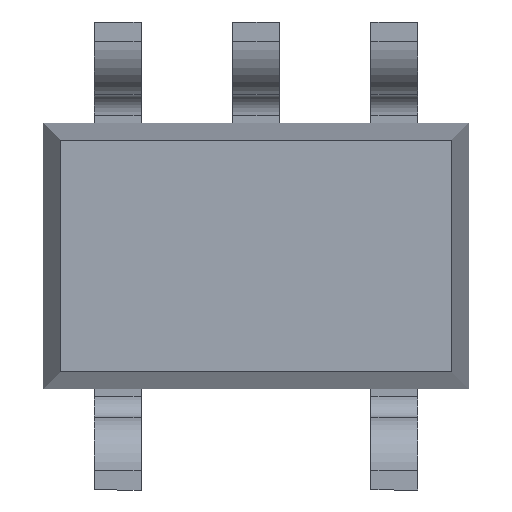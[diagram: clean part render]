
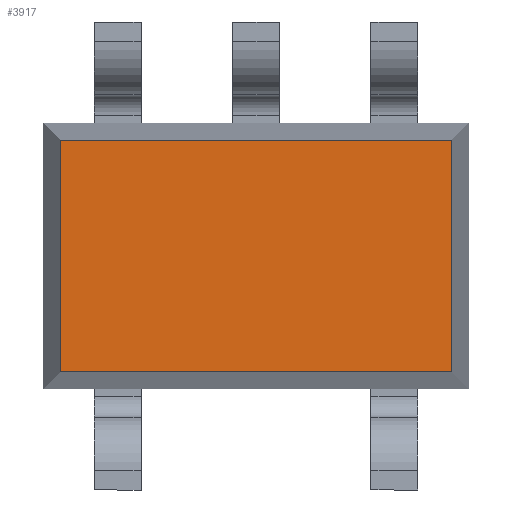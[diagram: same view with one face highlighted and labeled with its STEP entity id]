
A CAD part, front view. The second image highlights one B-rep face of the part: STEP entity #3917.
In plain terms, the highlighted planar face has unit normal (0, -1, 0).
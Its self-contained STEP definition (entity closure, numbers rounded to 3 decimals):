
#962 = FACE_OUTER_BOUND ( 'NONE', #3911, .T. ) ;
#1693 = DIRECTION ( 'NONE',  ( 0., 0., 1. ) ) ;
#1701 = DIRECTION ( 'NONE',  ( 0., 1., 0. ) ) ;
#1955 = CARTESIAN_POINT ( 'NONE',  ( 7., 3.96, -0.095 ) ) ;
#1956 = AXIS2_PLACEMENT_3D ( 'NONE', #1955, #1701, #1693 ) ;
#1957 = PLANE ( 'NONE',  #1956 ) ;
#2251 = CARTESIAN_POINT ( 'NONE',  ( 6.08, 3.96, 0.45 ) ) ;
#2252 = DIRECTION ( 'NONE',  ( 0., 0., -1. ) ) ;
#2253 = VECTOR ( 'NONE', #2252, 1000. ) ;
#2256 = CARTESIAN_POINT ( 'NONE',  ( 6.08, 3.96, -0.64 ) ) ;
#2257 = DIRECTION ( 'NONE',  ( 0., 0., 1. ) ) ;
#2258 = VECTOR ( 'NONE', #2257, 1000. ) ;
#2259 = CARTESIAN_POINT ( 'NONE',  ( 7.92, 3.96, -0.095 ) ) ;
#2260 = LINE ( 'NONE', #2259, #2253 ) ;
#2261 = CARTESIAN_POINT ( 'NONE',  ( 6.08, 3.96, -0.095 ) ) ;
#2262 = LINE ( 'NONE', #2261, #2258 ) ;
#2283 = DIRECTION ( 'NONE',  ( 1., 0., 0. ) ) ;
#2284 = CARTESIAN_POINT ( 'NONE',  ( 7., 3.96, 0.45 ) ) ;
#2287 = LINE ( 'NONE', #2284, #2303 ) ;
#2288 = DIRECTION ( 'NONE',  ( -1., 0., 0. ) ) ;
#2289 = VECTOR ( 'NONE', #2288, 1000. ) ;
#2290 = CARTESIAN_POINT ( 'NONE',  ( 7., 3.96, -0.64 ) ) ;
#2297 = LINE ( 'NONE', #2290, #2289 ) ;
#2301 = CARTESIAN_POINT ( 'NONE',  ( 7.92, 3.96, -0.64 ) ) ;
#2302 = CARTESIAN_POINT ( 'NONE',  ( 7.92, 3.96, 0.45 ) ) ;
#2303 = VECTOR ( 'NONE', #2283, 1000. ) ;
#3905 = ORIENTED_EDGE ( 'NONE', *, *, #4058, .F. ) ;
#3911 = EDGE_LOOP ( 'NONE', ( #3905, #4069, #4055, #4070 ) ) ;
#3917 = ADVANCED_FACE ( 'NONE', ( #962 ), #1957, .F. ) ;
#4053 = EDGE_CURVE ( 'NONE', #4057, #4060, #2262, .T. ) ;
#4055 = ORIENTED_EDGE ( 'NONE', *, *, #4053, .F. ) ;
#4057 = VERTEX_POINT ( 'NONE', #2256 ) ;
#4058 = EDGE_CURVE ( 'NONE', #4064, #4066, #2260, .T. ) ;
#4060 = VERTEX_POINT ( 'NONE', #2251 ) ;
#4062 = EDGE_CURVE ( 'NONE', #4066, #4057, #2297, .T. ) ;
#4064 = VERTEX_POINT ( 'NONE', #2302 ) ;
#4066 = VERTEX_POINT ( 'NONE', #2301 ) ;
#4069 = ORIENTED_EDGE ( 'NONE', *, *, #4071, .F. ) ;
#4070 = ORIENTED_EDGE ( 'NONE', *, *, #4062, .F. ) ;
#4071 = EDGE_CURVE ( 'NONE', #4060, #4064, #2287, .T. ) ;
